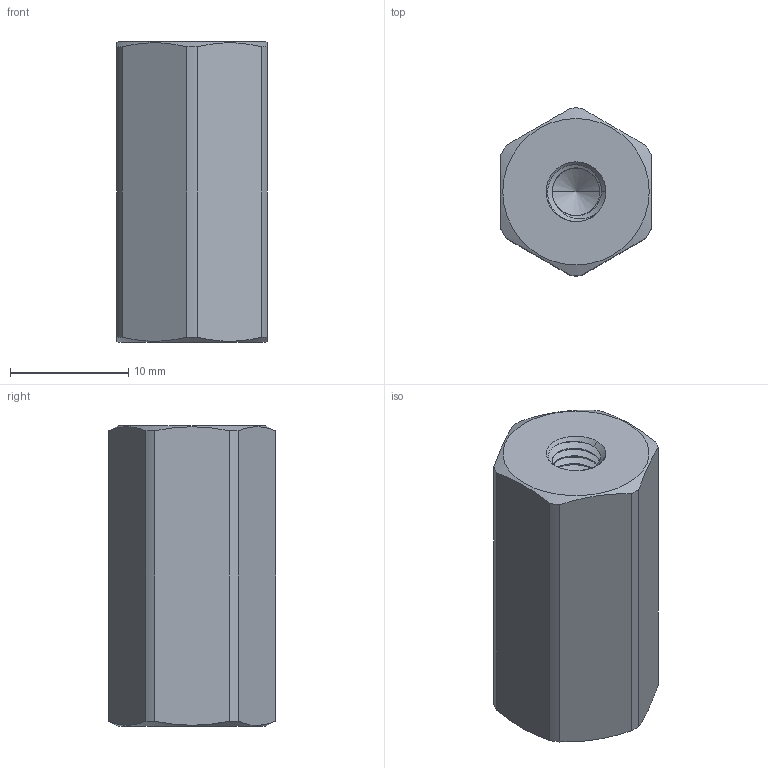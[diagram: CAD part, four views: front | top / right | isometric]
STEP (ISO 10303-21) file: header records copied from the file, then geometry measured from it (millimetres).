
FILE_DESCRIPTION (( 'STEP AP203' ), '1' );
FILE_NAME ('91072A117_Female Hex Thread Adapter.STEP', '2022-12-23T16:21:06', ( 'Administrator' ), ( 'Managed by Terraform' ), 'SwSTEP 2.0', 'SolidWorks 2017', '' );
FILE_SCHEMA (( 'CONFIG_CONTROL_DESIGN' ));
Length unit declared in the file: inch
Products named in the file (1): 91072A117_Female Hex Thread Adapter
Bounding box: 12.7 x 14.17 x 25.4 mm (x, y, z)
Volume: 3155.2 mm3; surface area: 1774.2 mm2
Topology: 1 solids, 1 shells, 67 faces, 191 edges, 124 vertices
Faces by surface type: cylinder 38, cone 13, plane 10, bspline 6
Entity records: 5155 total; most frequent: CARTESIAN_POINT 3601, ORIENTED_EDGE 374, DIRECTION 246, EDGE_CURVE 187, VERTEX_POINT 124, AXIS2_PLACEMENT_3D 95, EDGE_LOOP 69, ADVANCED_FACE 67
